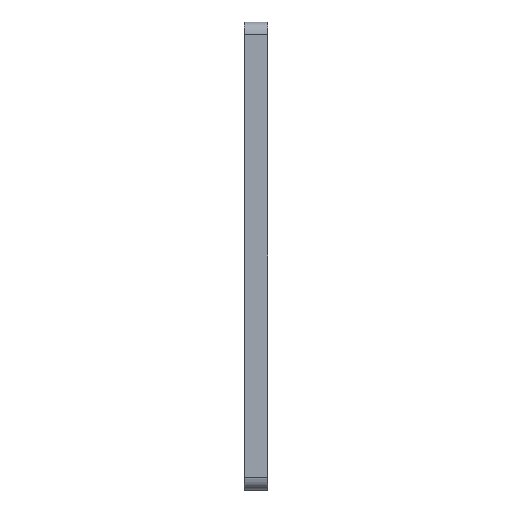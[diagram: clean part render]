
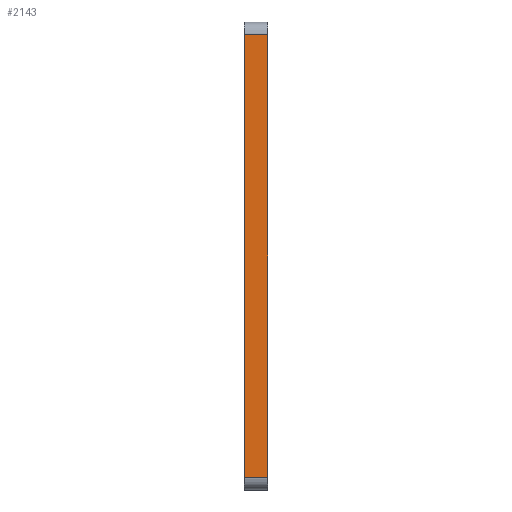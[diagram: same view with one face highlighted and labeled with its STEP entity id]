
A CAD part, left-side view. The second image highlights one B-rep face of the part: STEP entity #2143.
In plain terms, the highlighted planar face has unit normal (-1, 0, 0).
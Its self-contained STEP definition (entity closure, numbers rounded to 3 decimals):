
#102=PLANE('',#2404);
#196=FACE_OUTER_BOUND('',#323,.T.);
#323=EDGE_LOOP('',(#1758,#1759,#1760,#1761));
#524=LINE('',#3664,#666);
#525=LINE('',#3667,#667);
#526=LINE('',#3669,#668);
#527=LINE('',#3670,#669);
#666=VECTOR('',#3012,10.);
#667=VECTOR('',#3015,10.);
#668=VECTOR('',#3016,10.);
#669=VECTOR('',#3017,10.);
#1026=VERTEX_POINT('',#3660);
#1027=VERTEX_POINT('',#3662);
#1028=VERTEX_POINT('',#3666);
#1029=VERTEX_POINT('',#3668);
#1310=EDGE_CURVE('',#1026,#1027,#524,.T.);
#1311=EDGE_CURVE('',#1026,#1028,#525,.T.);
#1312=EDGE_CURVE('',#1029,#1027,#526,.T.);
#1313=EDGE_CURVE('',#1028,#1029,#527,.T.);
#1758=ORIENTED_EDGE('',*,*,#1311,.F.);
#1759=ORIENTED_EDGE('',*,*,#1310,.T.);
#1760=ORIENTED_EDGE('',*,*,#1312,.F.);
#1761=ORIENTED_EDGE('',*,*,#1313,.F.);
#2143=ADVANCED_FACE('',(#196),#102,.T.);
#2404=AXIS2_PLACEMENT_3D('',#3665,#3013,#3014);
#3012=DIRECTION('',(0.,1.,0.));
#3013=DIRECTION('center_axis',(-1.,0.,0.));
#3014=DIRECTION('ref_axis',(0.,0.,1.));
#3015=DIRECTION('',(0.,0.,-1.));
#3016=DIRECTION('',(0.,0.,1.));
#3017=DIRECTION('',(0.,1.,0.));
#3660=CARTESIAN_POINT('',(-130.704,0.,60.75));
#3662=CARTESIAN_POINT('',(-130.704,6.5,60.75));
#3664=CARTESIAN_POINT('',(-130.704,0.,60.75));
#3665=CARTESIAN_POINT('Origin',(-130.704,0.,-60.75));
#3666=CARTESIAN_POINT('',(-130.704,0.,-60.75));
#3667=CARTESIAN_POINT('',(-130.704,0.,64.25));
#3668=CARTESIAN_POINT('',(-130.704,6.5,-60.75));
#3669=CARTESIAN_POINT('',(-130.704,6.5,64.25));
#3670=CARTESIAN_POINT('',(-130.704,0.,-60.75));
